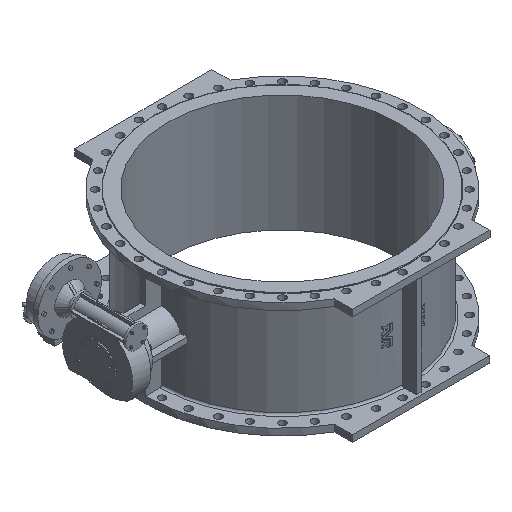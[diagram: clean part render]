
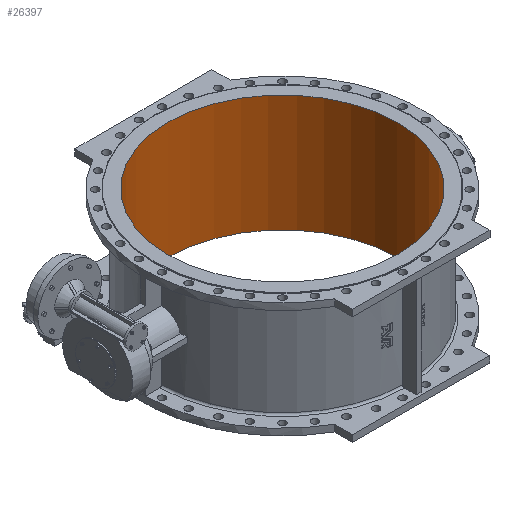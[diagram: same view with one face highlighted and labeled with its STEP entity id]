
A CAD part, isometric view. The second image highlights one B-rep face of the part: STEP entity #26397.
In plain terms, the highlighted cylindrical face has radius 735.5 mm (diameter 1471 mm), a full revolution.
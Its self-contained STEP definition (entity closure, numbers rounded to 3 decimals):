
#8910 = CARTESIAN_POINT ( 'NONE',  ( 735.5, 0., 375. ) ) ;
#8912 = CARTESIAN_POINT ( 'NONE',  ( 735.5, 0., -375. ) ) ;
#13308 = EDGE_LOOP ( 'NONE', ( #13986 ) ) ;
#13309 = EDGE_LOOP ( 'NONE', ( #13985 ) ) ;
#13985 = ORIENTED_EDGE ( 'NONE', *, *, #23406, .T. ) ;
#13986 = ORIENTED_EDGE ( 'NONE', *, *, #23403, .T. ) ;
#23403 = EDGE_CURVE ( 'NONE', #48686, #48686, #31607, .T. ) ;
#23406 = EDGE_CURVE ( 'NONE', #48687, #48687, #31608, .T. ) ;
#26397 = ADVANCED_FACE ( 'NONE', ( #47872, #47877 ), #47879, .F. ) ;
#31607 = CIRCLE ( 'NONE', #33500, 735.5 ) ;
#31608 = CIRCLE ( 'NONE', #33501, 735.5 ) ;
#33247 = CARTESIAN_POINT ( 'NONE',  ( 0., 0., 375. ) ) ;
#33248 = DIRECTION ( 'NONE',  ( 0., 0., 1. ) ) ;
#33249 = DIRECTION ( 'NONE',  ( 1., 0., 0. ) ) ;
#33250 = CARTESIAN_POINT ( 'NONE',  ( 0., 0., -375. ) ) ;
#33251 = DIRECTION ( 'NONE',  ( 0., 0., -1. ) ) ;
#33252 = DIRECTION ( 'NONE',  ( 1., 0., 0. ) ) ;
#33500 = AXIS2_PLACEMENT_3D ( 'NONE', #33247, #33248, #33249 ) ;
#33501 = AXIS2_PLACEMENT_3D ( 'NONE', #33250, #33251, #33252 ) ;
#46305 = AXIS2_PLACEMENT_3D ( 'NONE', #47142, #47143, #47141 ) ;
#47141 = DIRECTION ( 'NONE',  ( 1., 0., 0. ) ) ;
#47142 = CARTESIAN_POINT ( 'NONE',  ( 0., 0., 65. ) ) ;
#47143 = DIRECTION ( 'NONE',  ( 0., 0., 1. ) ) ;
#47872 = FACE_OUTER_BOUND ( 'NONE', #13309, .T. ) ;
#47877 = FACE_OUTER_BOUND ( 'NONE', #13308, .T. ) ;
#47879 = CYLINDRICAL_SURFACE ( 'NONE', #46305, 735.5 ) ;
#48686 = VERTEX_POINT ( 'NONE', #8910 ) ;
#48687 = VERTEX_POINT ( 'NONE', #8912 ) ;
